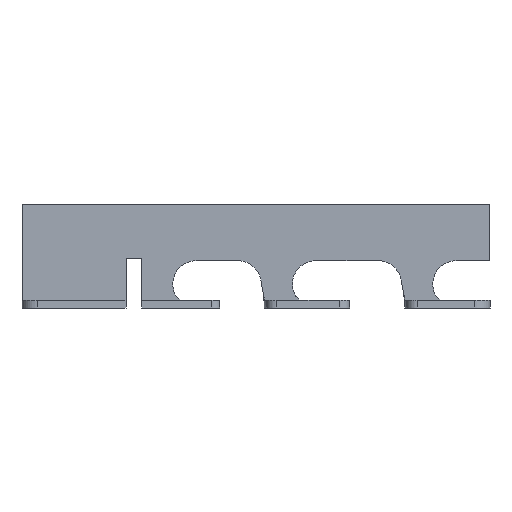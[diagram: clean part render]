
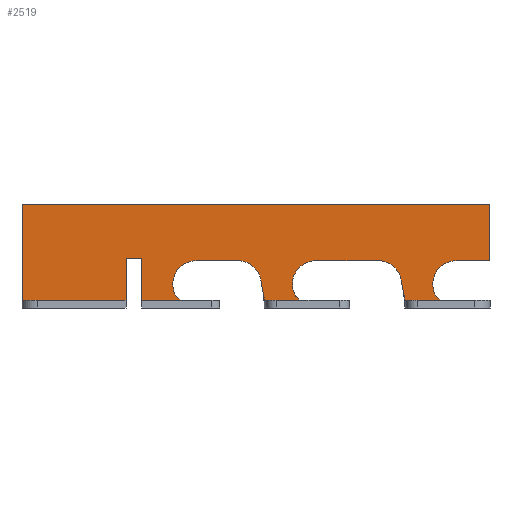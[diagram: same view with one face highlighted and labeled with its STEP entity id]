
A CAD part, left-side view. The second image highlights one B-rep face of the part: STEP entity #2519.
In plain terms, the highlighted planar face has unit normal (-1, 0, 0).
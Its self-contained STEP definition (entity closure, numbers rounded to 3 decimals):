
#6=DIRECTION('',(0.,0.,1.));
#7=VECTOR('',#6,8.1);
#8=CARTESIAN_POINT('',(-47.46,36.5,-18.5));
#9=LINE('',#8,#7);
#10=DIRECTION('',(0.,0.,1.));
#11=VECTOR('',#10,18.5);
#12=CARTESIAN_POINT('',(-47.46,56.5,-18.5));
#13=LINE('',#12,#11);
#14=DIRECTION('',(0.,0.,-1.));
#15=VECTOR('',#14,10.9);
#16=CARTESIAN_POINT('',(-47.46,-33.5,0.));
#17=LINE('',#16,#15);
#18=CARTESIAN_POINT('',(-47.46,-27.,-15.4));
#19=DIRECTION('',(-1.,0.,0.));
#20=DIRECTION('',(0.,0.,1.));
#21=AXIS2_PLACEMENT_3D('',#18,#19,#20);
#23=CARTESIAN_POINT('',(-47.46,-17.117,-18.5));
#24=CARTESIAN_POINT('',(-47.46,-17.109,-18.429));
#25=CARTESIAN_POINT('',(-47.46,-17.093,-18.286));
#26=CARTESIAN_POINT('',(-47.46,-17.062,-18.076));
#27=CARTESIAN_POINT('',(-47.46,-17.026,-17.866));
#28=CARTESIAN_POINT('',(-47.46,-16.985,-17.655));
#29=CARTESIAN_POINT('',(-47.46,-16.94,-17.442));
#30=CARTESIAN_POINT('',(-47.46,-16.894,-17.225));
#31=CARTESIAN_POINT('',(-47.46,-16.865,-17.076));
#32=CARTESIAN_POINT('',(-47.46,-16.852,-17.));
#34=DIRECTION('',(0.,-0.174,-0.985));
#35=VECTOR('',#34,2.418);
#36=CARTESIAN_POINT('',(-47.46,-16.432,-14.619));
#37=LINE('',#36,#35);
#38=CARTESIAN_POINT('',(-47.46,-12.,-15.4));
#39=DIRECTION('',(1.,0.,0.));
#40=DIRECTION('',(0.,0.,1.));
#41=AXIS2_PLACEMENT_3D('',#38,#39,#40);
#43=CARTESIAN_POINT('',(-47.46,0.,-15.4));
#44=DIRECTION('',(-1.,0.,0.));
#45=DIRECTION('',(0.,0.,1.));
#46=AXIS2_PLACEMENT_3D('',#43,#44,#45);
#48=CARTESIAN_POINT('',(-47.46,9.883,-18.5));
#49=CARTESIAN_POINT('',(-47.46,9.891,-18.429));
#50=CARTESIAN_POINT('',(-47.46,9.907,-18.286));
#51=CARTESIAN_POINT('',(-47.46,9.938,-18.076));
#52=CARTESIAN_POINT('',(-47.46,9.974,-17.865));
#53=CARTESIAN_POINT('',(-47.46,10.015,-17.655));
#54=CARTESIAN_POINT('',(-47.46,10.06,-17.442));
#55=CARTESIAN_POINT('',(-47.46,10.106,-17.225));
#56=CARTESIAN_POINT('',(-47.46,10.135,-17.076));
#57=CARTESIAN_POINT('',(-47.46,10.148,-17.));
#59=DIRECTION('',(0.,-0.174,-0.985));
#60=VECTOR('',#59,2.418);
#61=CARTESIAN_POINT('',(-47.46,10.568,-14.619));
#62=LINE('',#61,#60);
#63=CARTESIAN_POINT('',(-47.46,15.,-15.4));
#64=DIRECTION('',(1.,0.,0.));
#65=DIRECTION('',(0.,0.,1.));
#66=AXIS2_PLACEMENT_3D('',#63,#64,#65);
#68=CARTESIAN_POINT('',(-47.46,23.,-15.4));
#69=DIRECTION('',(-1.,0.,0.));
#70=DIRECTION('',(0.,0.,1.));
#71=AXIS2_PLACEMENT_3D('',#68,#69,#70);
#73=DIRECTION('',(0.,0.,1.));
#74=VECTOR('',#73,8.1);
#75=CARTESIAN_POINT('',(-47.46,33.5,-18.5));
#76=LINE('',#75,#74);
#77=DIRECTION('',(0.,-1.,0.));
#78=VECTOR('',#77,3.);
#79=CARTESIAN_POINT('',(-47.46,36.5,-10.4));
#80=LINE('',#79,#78);
#357=DIRECTION('',(0.,1.,0.));
#358=VECTOR('',#357,90.);
#359=CARTESIAN_POINT('',(-47.46,-33.5,0.));
#360=LINE('',#359,#358);
#623=DIRECTION('',(0.,-1.,0.));
#624=VECTOR('',#623,20.);
#625=CARTESIAN_POINT('',(-47.46,56.5,-18.5));
#626=LINE('',#625,#624);
#631=DIRECTION('',(0.,-1.,0.));
#632=VECTOR('',#631,7.426);
#633=CARTESIAN_POINT('',(-47.46,33.5,-18.5));
#634=LINE('',#633,#632);
#733=CARTESIAN_POINT('',(-47.46,26.074,-18.5));
#735=CARTESIAN_POINT('',(-47.46,26.074,-18.5));
#736=CARTESIAN_POINT('',(-47.46,26.193,-18.378));
#737=CARTESIAN_POINT('',(-47.46,26.429,-18.151));
#738=CARTESIAN_POINT('',(-47.46,26.745,-17.832));
#739=CARTESIAN_POINT('',(-47.46,26.912,-17.613));
#740=CARTESIAN_POINT('',(-47.46,26.98,-17.5));
#781=DIRECTION('',(0.,1.,0.));
#782=VECTOR('',#781,8.);
#783=CARTESIAN_POINT('',(-47.46,15.,-10.9));
#784=LINE('',#783,#782);
#824=DIRECTION('',(0.,-1.,0.));
#825=VECTOR('',#824,6.809);
#826=CARTESIAN_POINT('',(-47.46,9.883,-18.5));
#827=LINE('',#826,#825);
#922=CARTESIAN_POINT('',(-47.46,3.074,-18.5));
#923=CARTESIAN_POINT('',(-47.46,3.193,-18.378));
#924=CARTESIAN_POINT('',(-47.46,3.429,-18.151));
#925=CARTESIAN_POINT('',(-47.46,3.745,-17.832));
#926=CARTESIAN_POINT('',(-47.46,3.912,-17.613));
#927=CARTESIAN_POINT('',(-47.46,3.98,-17.5));
#961=DIRECTION('',(0.,1.,0.));
#962=VECTOR('',#961,12.);
#963=CARTESIAN_POINT('',(-47.46,-12.,-10.9));
#964=LINE('',#963,#962);
#1004=DIRECTION('',(0.,-1.,0.));
#1005=VECTOR('',#1004,6.809);
#1006=CARTESIAN_POINT('',(-47.46,-17.117,-18.5));
#1007=LINE('',#1006,#1005);
#1111=CARTESIAN_POINT('',(-47.46,-23.926,-18.5));
#1112=CARTESIAN_POINT('',(-47.46,-23.807,-18.378));
#1113=CARTESIAN_POINT('',(-47.46,-23.571,-18.151));
#1114=CARTESIAN_POINT('',(-47.46,-23.255,-17.832));
#1115=CARTESIAN_POINT('',(-47.46,-23.088,-17.613));
#1116=CARTESIAN_POINT('',(-47.46,-23.02,-17.5));
#1150=DIRECTION('',(0.,1.,0.));
#1151=VECTOR('',#1150,6.5);
#1152=CARTESIAN_POINT('',(-47.46,-33.5,-10.9));
#1153=LINE('',#1152,#1151);
#2085=CARTESIAN_POINT('',(-47.46,0.,-10.9));
#2087=VERTEX_POINT('',#2085);
#2088=CARTESIAN_POINT('',(-47.46,-12.,-10.9));
#2089=VERTEX_POINT('',#2088);
#2096=CARTESIAN_POINT('',(-47.46,-16.432,-14.619));
#2097=VERTEX_POINT('',#2096);
#2098=CARTESIAN_POINT('',(-47.46,-16.852,-17.));
#2099=VERTEX_POINT('',#2098);
#2100=CARTESIAN_POINT('',(-47.46,10.568,-14.619));
#2101=CARTESIAN_POINT('',(-47.46,10.148,-17.));
#2102=VERTEX_POINT('',#2100);
#2103=VERTEX_POINT('',#2101);
#2104=CARTESIAN_POINT('',(-47.46,15.,-10.9));
#2105=VERTEX_POINT('',#2104);
#2106=CARTESIAN_POINT('',(-47.46,23.,-10.9));
#2107=VERTEX_POINT('',#2106);
#2125=CARTESIAN_POINT('',(-47.46,-27.,-10.9));
#2127=VERTEX_POINT('',#2125);
#2225=CARTESIAN_POINT('',(-47.46,9.883,-18.5));
#2226=CARTESIAN_POINT('',(-47.46,3.074,-18.5));
#2227=VERTEX_POINT('',#2225);
#2228=VERTEX_POINT('',#2226);
#2229=CARTESIAN_POINT('',(-47.46,-17.117,-18.5));
#2230=CARTESIAN_POINT('',(-47.46,-23.926,-18.5));
#2231=VERTEX_POINT('',#2229);
#2232=VERTEX_POINT('',#2230);
#2233=CARTESIAN_POINT('',(-47.46,3.98,-17.5));
#2234=VERTEX_POINT('',#2233);
#2235=CARTESIAN_POINT('',(-47.46,-23.02,-17.5));
#2236=VERTEX_POINT('',#2235);
#2237=VERTEX_POINT('',#733);
#2238=VERTEX_POINT('',#740);
#2240=CARTESIAN_POINT('',(-47.46,-33.5,-10.9));
#2242=VERTEX_POINT('',#2240);
#2245=CARTESIAN_POINT('',(-47.46,-33.5,0.));
#2246=VERTEX_POINT('',#2245);
#2251=CARTESIAN_POINT('',(-47.46,56.5,0.));
#2253=VERTEX_POINT('',#2251);
#2259=CARTESIAN_POINT('',(-47.46,56.5,-18.5));
#2260=VERTEX_POINT('',#2259);
#2427=CARTESIAN_POINT('',(-47.46,36.5,-18.5));
#2428=CARTESIAN_POINT('',(-47.46,36.5,-10.4));
#2429=VERTEX_POINT('',#2427);
#2430=VERTEX_POINT('',#2428);
#2431=CARTESIAN_POINT('',(-47.46,33.5,-10.4));
#2432=VERTEX_POINT('',#2431);
#2433=CARTESIAN_POINT('',(-47.46,33.5,-18.5));
#2434=VERTEX_POINT('',#2433);
#2463=CARTESIAN_POINT('',(-47.46,-23.941,-22.));
#2464=DIRECTION('',(1.,0.,0.));
#2465=DIRECTION('',(0.,-1.,0.));
#2466=AXIS2_PLACEMENT_3D('',#2463,#2464,#2465);
#2467=PLANE('',#2466);
#2469=ORIENTED_EDGE('',*,*,#2468,.F.);
#2471=ORIENTED_EDGE('',*,*,#2470,.F.);
#2473=ORIENTED_EDGE('',*,*,#2472,.T.);
#2475=ORIENTED_EDGE('',*,*,#2474,.F.);
#2476=ORIENTED_EDGE('',*,*,#2444,.T.);
#2478=ORIENTED_EDGE('',*,*,#2477,.T.);
#2480=ORIENTED_EDGE('',*,*,#2479,.T.);
#2482=ORIENTED_EDGE('',*,*,#2481,.F.);
#2484=ORIENTED_EDGE('',*,*,#2483,.F.);
#2486=ORIENTED_EDGE('',*,*,#2485,.T.);
#2488=ORIENTED_EDGE('',*,*,#2487,.F.);
#2490=ORIENTED_EDGE('',*,*,#2489,.F.);
#2492=ORIENTED_EDGE('',*,*,#2491,.T.);
#2494=ORIENTED_EDGE('',*,*,#2493,.T.);
#2496=ORIENTED_EDGE('',*,*,#2495,.F.);
#2498=ORIENTED_EDGE('',*,*,#2497,.F.);
#2500=ORIENTED_EDGE('',*,*,#2499,.T.);
#2502=ORIENTED_EDGE('',*,*,#2501,.F.);
#2504=ORIENTED_EDGE('',*,*,#2503,.F.);
#2506=ORIENTED_EDGE('',*,*,#2505,.T.);
#2508=ORIENTED_EDGE('',*,*,#2507,.T.);
#2510=ORIENTED_EDGE('',*,*,#2509,.F.);
#2512=ORIENTED_EDGE('',*,*,#2511,.F.);
#2514=ORIENTED_EDGE('',*,*,#2513,.T.);
#2516=ORIENTED_EDGE('',*,*,#2515,.F.);
#2517=EDGE_LOOP('',(#2469,#2471,#2473,#2475,#2476,#2478,#2480,#2482,#2484,#2486,
#2488,#2490,#2492,#2494,#2496,#2498,#2500,#2502,#2504,#2506,#2508,#2510,#2512,
#2514,#2516));
#2518=FACE_OUTER_BOUND('',#2517,.F.);
#2519=ADVANCED_FACE('',(#2518),#2467,.F.);
#22=CIRCLE('',#21,4.5);
#33=B_SPLINE_CURVE_WITH_KNOTS('',3,(#23,#24,#25,#26,#27,#28,#29,#30,#31,#32),
.UNSPECIFIED.,.F.,.F.,(4,1,1,1,1,1,1,4),(0.,0.143,
0.286,0.429,0.571,0.714,
0.857,1.),.UNSPECIFIED.);
#42=CIRCLE('',#41,4.5);
#47=CIRCLE('',#46,4.5);
#58=B_SPLINE_CURVE_WITH_KNOTS('',3,(#48,#49,#50,#51,#52,#53,#54,#55,#56,#57),
.UNSPECIFIED.,.F.,.F.,(4,1,1,1,1,1,1,4),(0.,0.143,
0.286,0.429,0.571,0.714,
0.857,1.),.UNSPECIFIED.);
#67=CIRCLE('',#66,4.5);
#72=CIRCLE('',#71,4.5);
#741=B_SPLINE_CURVE_WITH_KNOTS('',3,(#735,#736,#737,#738,#739,#740),
.UNSPECIFIED.,.F.,.F.,(4,1,1,4),(0.,0.333,0.667,1.),
.UNSPECIFIED.);
#928=B_SPLINE_CURVE_WITH_KNOTS('',3,(#922,#923,#924,#925,#926,#927),
.UNSPECIFIED.,.F.,.F.,(4,1,1,4),(0.,0.333,0.667,1.),
.UNSPECIFIED.);
#1117=B_SPLINE_CURVE_WITH_KNOTS('',3,(#1111,#1112,#1113,#1114,#1115,#1116),
.UNSPECIFIED.,.F.,.F.,(4,1,1,4),(0.,0.333,0.667,1.),
.UNSPECIFIED.);
#2444=EDGE_CURVE('',#2246,#2242,#17,.T.);
#2468=EDGE_CURVE('',#2429,#2430,#9,.T.);
#2470=EDGE_CURVE('',#2260,#2429,#626,.T.);
#2472=EDGE_CURVE('',#2260,#2253,#13,.T.);
#2474=EDGE_CURVE('',#2246,#2253,#360,.T.);
#2477=EDGE_CURVE('',#2242,#2127,#1153,.T.);
#2479=EDGE_CURVE('',#2127,#2236,#22,.T.);
#2481=EDGE_CURVE('',#2232,#2236,#1117,.T.);
#2483=EDGE_CURVE('',#2231,#2232,#1007,.T.);
#2485=EDGE_CURVE('',#2231,#2099,#33,.T.);
#2487=EDGE_CURVE('',#2097,#2099,#37,.T.);
#2489=EDGE_CURVE('',#2089,#2097,#42,.T.);
#2491=EDGE_CURVE('',#2089,#2087,#964,.T.);
#2493=EDGE_CURVE('',#2087,#2234,#47,.T.);
#2495=EDGE_CURVE('',#2228,#2234,#928,.T.);
#2497=EDGE_CURVE('',#2227,#2228,#827,.T.);
#2499=EDGE_CURVE('',#2227,#2103,#58,.T.);
#2501=EDGE_CURVE('',#2102,#2103,#62,.T.);
#2503=EDGE_CURVE('',#2105,#2102,#67,.T.);
#2505=EDGE_CURVE('',#2105,#2107,#784,.T.);
#2507=EDGE_CURVE('',#2107,#2238,#72,.T.);
#2509=EDGE_CURVE('',#2237,#2238,#741,.T.);
#2511=EDGE_CURVE('',#2434,#2237,#634,.T.);
#2513=EDGE_CURVE('',#2434,#2432,#76,.T.);
#2515=EDGE_CURVE('',#2430,#2432,#80,.T.);
